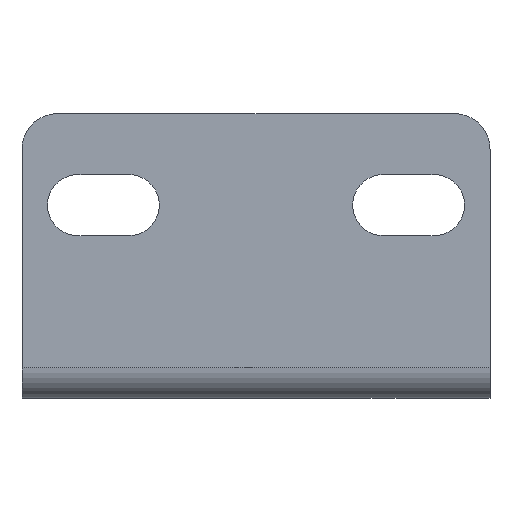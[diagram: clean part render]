
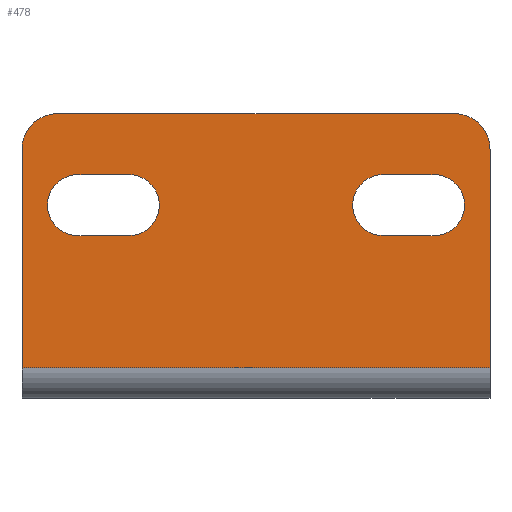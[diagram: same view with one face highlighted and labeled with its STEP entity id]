
A CAD part, front view. The second image highlights one B-rep face of the part: STEP entity #478.
In plain terms, the highlighted planar face has unit normal (0, -1, 0).
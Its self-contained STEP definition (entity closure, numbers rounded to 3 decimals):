
#15=FACE_BOUND($,#76,.T.);
#16=FACE_BOUND($,#77,.T.);
#26=PLANE($,#521);
#47=FACE_OUTER_BOUND($,#75,.T.);
#75=EDGE_LOOP($,(#382,#383,#384,#385,#386,#387));
#76=EDGE_LOOP($,(#388,#389,#390,#391));
#77=EDGE_LOOP($,(#392,#393,#394,#395));
#94=LINE($,#698,#140);
#98=LINE($,#709,#144);
#102=LINE($,#722,#148);
#106=LINE($,#733,#152);
#110=LINE($,#746,#156);
#116=LINE($,#765,#162);
#119=LINE($,#772,#165);
#120=LINE($,#773,#166);
#140=VECTOR($,#554,5.);
#144=VECTOR($,#566,5.);
#148=VECTOR($,#578,5.);
#152=VECTOR($,#590,5.);
#156=VECTOR($,#602,39.);
#162=VECTOR($,#620,21.5);
#165=VECTOR($,#627,46.);
#166=VECTOR($,#628,21.5);
#184=CIRCLE($,#495,3.);
#186=CIRCLE($,#499,3.);
#188=CIRCLE($,#503,3.);
#190=CIRCLE($,#507,3.);
#192=CIRCLE($,#511,3.5);
#194=CIRCLE($,#515,3.5);
#206=VERTEX_POINT($,#688);
#207=VERTEX_POINT($,#689);
#210=VERTEX_POINT($,#697);
#212=VERTEX_POINT($,#703);
#214=VERTEX_POINT($,#712);
#215=VERTEX_POINT($,#713);
#218=VERTEX_POINT($,#721);
#220=VERTEX_POINT($,#727);
#222=VERTEX_POINT($,#736);
#223=VERTEX_POINT($,#737);
#226=VERTEX_POINT($,#745);
#228=VERTEX_POINT($,#751);
#233=VERTEX_POINT($,#763);
#235=VERTEX_POINT($,#771);
#250=EDGE_CURVE($,#206,#207,#184,.T.);
#254=EDGE_CURVE($,#207,#210,#94,.T.);
#257=EDGE_CURVE($,#210,#212,#186,.T.);
#260=EDGE_CURVE($,#212,#206,#98,.T.);
#262=EDGE_CURVE($,#214,#215,#188,.T.);
#266=EDGE_CURVE($,#215,#218,#102,.T.);
#269=EDGE_CURVE($,#218,#220,#190,.T.);
#272=EDGE_CURVE($,#220,#214,#106,.T.);
#274=EDGE_CURVE($,#222,#223,#192,.T.);
#278=EDGE_CURVE($,#223,#226,#110,.T.);
#281=EDGE_CURVE($,#226,#228,#194,.T.);
#288=EDGE_CURVE($,#222,#233,#116,.T.);
#291=EDGE_CURVE($,#235,#233,#119,.T.);
#292=EDGE_CURVE($,#228,#235,#120,.T.);
#382=ORIENTED_EDGE($,*,*,#288,.T.);
#383=ORIENTED_EDGE($,*,*,#291,.F.);
#384=ORIENTED_EDGE($,*,*,#292,.F.);
#385=ORIENTED_EDGE($,*,*,#281,.F.);
#386=ORIENTED_EDGE($,*,*,#278,.F.);
#387=ORIENTED_EDGE($,*,*,#274,.F.);
#388=ORIENTED_EDGE($,*,*,#262,.F.);
#389=ORIENTED_EDGE($,*,*,#272,.F.);
#390=ORIENTED_EDGE($,*,*,#269,.F.);
#391=ORIENTED_EDGE($,*,*,#266,.F.);
#392=ORIENTED_EDGE($,*,*,#250,.F.);
#393=ORIENTED_EDGE($,*,*,#260,.F.);
#394=ORIENTED_EDGE($,*,*,#257,.F.);
#395=ORIENTED_EDGE($,*,*,#254,.F.);
#478=ADVANCED_FACE($,(#47,#15,#16),#26,.T.);
#495=AXIS2_PLACEMENT_3D($,#690,#546,#547);
#499=AXIS2_PLACEMENT_3D($,#704,#559,#560);
#503=AXIS2_PLACEMENT_3D($,#714,#570,#571);
#507=AXIS2_PLACEMENT_3D($,#728,#583,#584);
#511=AXIS2_PLACEMENT_3D($,#738,#594,#595);
#515=AXIS2_PLACEMENT_3D($,#752,#607,#608);
#521=AXIS2_PLACEMENT_3D($,#770,#625,#626);
#546=DIRECTION('center_axis',(0.,-1.,0.));
#547=DIRECTION('ref_axis',(0.,0.,1.));
#554=DIRECTION($,(-1.,0.,0.));
#559=DIRECTION('center_axis',(0.,-1.,0.));
#560=DIRECTION('ref_axis',(0.,0.,-1.));
#566=DIRECTION($,(1.,0.,0.));
#570=DIRECTION('center_axis',(0.,-1.,0.));
#571=DIRECTION('ref_axis',(0.,0.,1.));
#578=DIRECTION($,(-1.,0.,0.));
#583=DIRECTION('center_axis',(0.,-1.,0.));
#584=DIRECTION('ref_axis',(0.,0.,-1.));
#590=DIRECTION($,(1.,0.,0.));
#594=DIRECTION('center_axis',(0.,1.,0.));
#595=DIRECTION('ref_axis',(-1.,0.,0.));
#602=DIRECTION($,(1.,0.,0.));
#607=DIRECTION('center_axis',(0.,1.,0.));
#608=DIRECTION('ref_axis',(0.,0.,1.));
#620=DIRECTION($,(0.,0.,-1.));
#625=DIRECTION('center_axis',(0.,-1.,0.));
#626=DIRECTION('ref_axis',(0.,0.,1.));
#627=DIRECTION($,(-1.,0.,0.));
#628=DIRECTION($,(0.,0.,-1.));
#688=CARTESIAN_POINT('',(-12.5,-26.75,14.));
#689=CARTESIAN_POINT('',(-12.5,-26.75,20.));
#690=CARTESIAN_POINT('Origin',(-12.5,-26.75,17.));
#697=CARTESIAN_POINT('',(-17.5,-26.75,20.));
#698=CARTESIAN_POINT($,(-17.5,-26.75,20.));
#703=CARTESIAN_POINT('',(-17.5,-26.75,14.));
#704=CARTESIAN_POINT('Origin',(-17.5,-26.75,17.));
#709=CARTESIAN_POINT($,(-12.5,-26.75,14.));
#712=CARTESIAN_POINT('',(17.5,-26.75,14.));
#713=CARTESIAN_POINT('',(17.5,-26.75,20.));
#714=CARTESIAN_POINT('Origin',(17.5,-26.75,17.));
#721=CARTESIAN_POINT('',(12.5,-26.75,20.));
#722=CARTESIAN_POINT($,(12.5,-26.75,20.));
#727=CARTESIAN_POINT('',(12.5,-26.75,14.));
#728=CARTESIAN_POINT('Origin',(12.5,-26.75,17.));
#733=CARTESIAN_POINT($,(17.5,-26.75,14.));
#736=CARTESIAN_POINT('',(-23.,-26.75,22.5));
#737=CARTESIAN_POINT('',(-19.5,-26.75,26.));
#738=CARTESIAN_POINT('Origin',(-19.5,-26.75,22.5));
#745=CARTESIAN_POINT('',(19.5,-26.75,26.));
#746=CARTESIAN_POINT($,(-19.5,-26.75,26.));
#751=CARTESIAN_POINT('',(23.,-26.75,22.5));
#752=CARTESIAN_POINT('Origin',(19.5,-26.75,22.5));
#763=CARTESIAN_POINT('',(-23.,-26.75,1.));
#765=CARTESIAN_POINT($,(-23.,-26.75,3.));
#770=CARTESIAN_POINT('Origin',(23.,-26.75,3.));
#771=CARTESIAN_POINT('',(23.,-26.75,1.));
#772=CARTESIAN_POINT($,(23.,-26.75,1.));
#773=CARTESIAN_POINT($,(23.,-26.75,3.));
